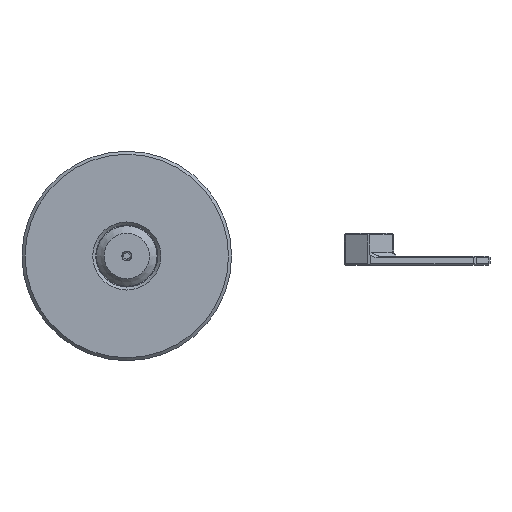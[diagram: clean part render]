
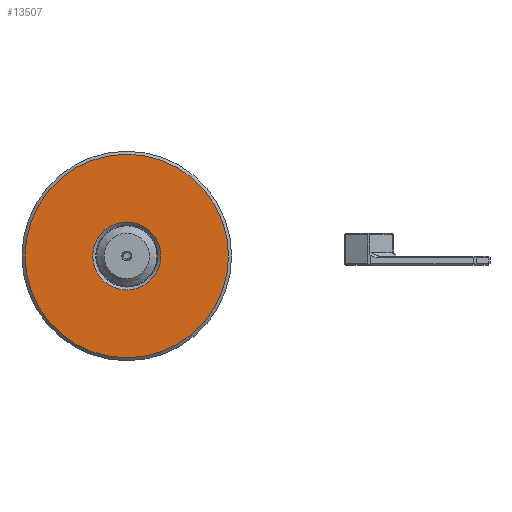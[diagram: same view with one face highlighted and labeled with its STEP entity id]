
A CAD part, front view. The second image highlights one B-rep face of the part: STEP entity #13507.
In plain terms, the highlighted planar face has unit normal (0, -1, 0).
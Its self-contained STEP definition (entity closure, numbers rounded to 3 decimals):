
#521=FACE_BOUND('',#2087,.T.);
#570=PLANE('',#14420);
#1241=FACE_OUTER_BOUND('',#2086,.T.);
#2086=EDGE_LOOP('',(#9395));
#2087=EDGE_LOOP('',(#9396));
#5969=CIRCLE('',#14419,11.25);
#5970=CIRCLE('',#14421,33.615);
#6137=VERTEX_POINT('',#18696);
#6138=VERTEX_POINT('',#18700);
#7363=EDGE_CURVE('',#6137,#6137,#5969,.T.);
#7364=EDGE_CURVE('',#6138,#6138,#5970,.T.);
#9395=ORIENTED_EDGE('',*,*,#7364,.F.);
#9396=ORIENTED_EDGE('',*,*,#7363,.F.);
#13507=ADVANCED_FACE('',(#1241,#521),#570,.F.);
#14419=AXIS2_PLACEMENT_3D('',#18698,#15358,#15359);
#14420=AXIS2_PLACEMENT_3D('',#18699,#15360,#15361);
#14421=AXIS2_PLACEMENT_3D('',#18701,#15362,#15363);
#15358=DIRECTION('center_axis',(0.,-1.,0.));
#15359=DIRECTION('ref_axis',(1.,0.,0.));
#15360=DIRECTION('center_axis',(0.,1.,0.));
#15361=DIRECTION('ref_axis',(1.,0.,0.));
#15362=DIRECTION('center_axis',(0.,1.,0.));
#15363=DIRECTION('ref_axis',(1.,0.,0.));
#18696=CARTESIAN_POINT('',(-11.25,0.,0.));
#18698=CARTESIAN_POINT('Origin',(0.,0.,0.));
#18699=CARTESIAN_POINT('Origin',(0.,0.,0.));
#18700=CARTESIAN_POINT('',(-33.615,0.,0.));
#18701=CARTESIAN_POINT('Origin',(0.,0.,0.));
